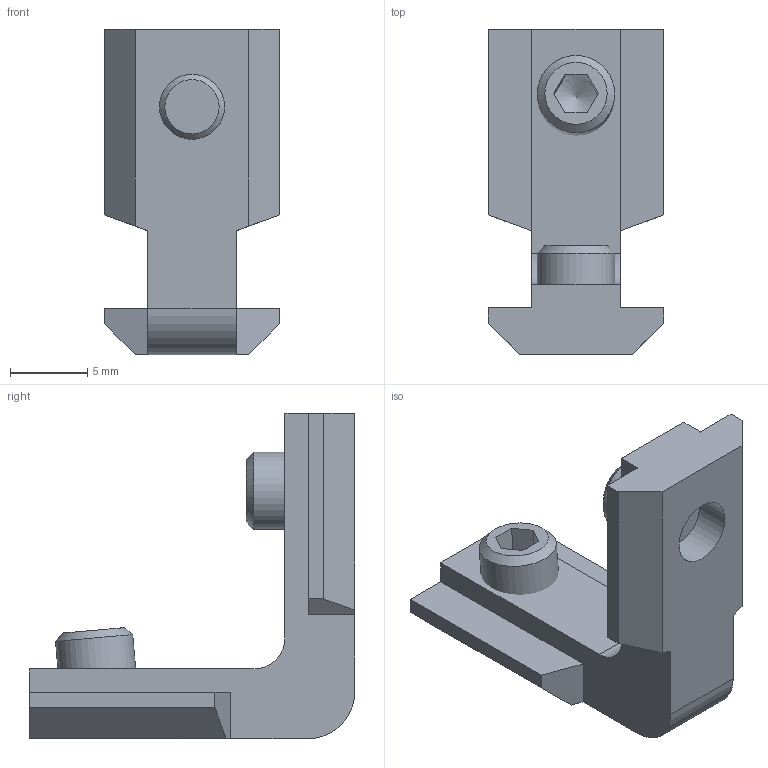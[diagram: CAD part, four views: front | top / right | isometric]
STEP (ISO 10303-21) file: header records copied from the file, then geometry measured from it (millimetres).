
FILE_DESCRIPTION(('STEP AP203'),'1');
FILE_NAME('FIXE06B1207.stp','2023-10-16T15:11:49',(' '),(' '),'Spatial InterOp 3D',' ',' ');
FILE_SCHEMA(('CONFIG_CONTROL_DESIGN'));
Length unit declared in the file: millimetre
Products named in the file (3): Equerre interne 6 20 -2 vis externes; Vis HC - M5 × 5; corps
Assembly tree (3 placements, depth 2):
  Equerre interne 6 20 -2 vis externes
    Vis HC - M5 × 5  x2
    corps
Bounding box: 11.3 x 21 x 21 mm (x, y, z)
Volume: 1312.4 mm3; surface area: 1379.1 mm2
Topology: 3 solids, 3 shells, 52 faces, 133 edges, 87 vertices
Faces by surface type: plane 40, cone 6, cylinder 6
Full cylindrical faces by diameter (mm): 4.2 x2, 5 x2
Entity records: 1712 total; most frequent: CARTESIAN_POINT 245, ORIENTED_EDGE 196, DIRECTION 192, EDGE_CURVE 98, LINE 80, VECTOR 80, VERTEX_POINT 69, PROPERTY_DEFINITION_REPRESENTATION 57
